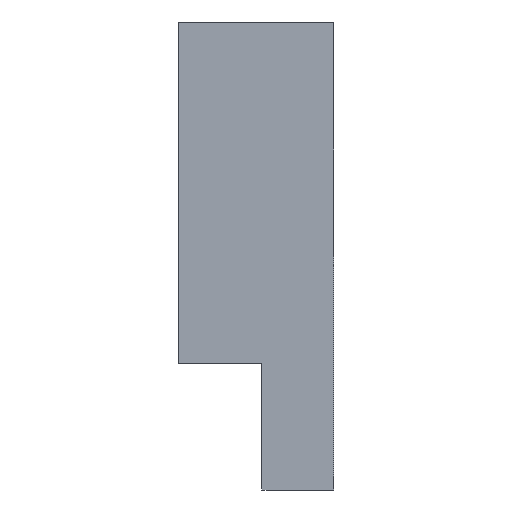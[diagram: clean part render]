
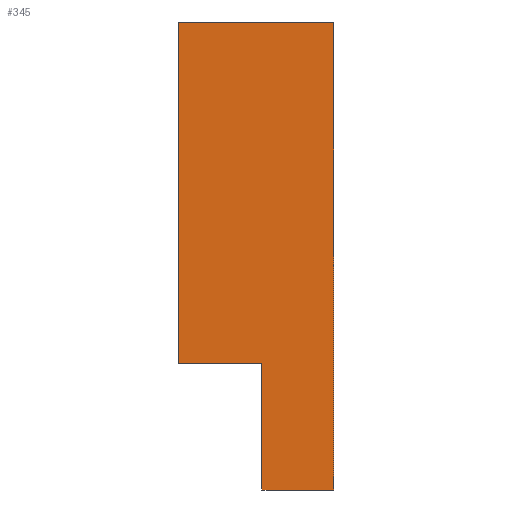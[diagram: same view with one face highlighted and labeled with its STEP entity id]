
A CAD part, left-side view. The second image highlights one B-rep face of the part: STEP entity #345.
In plain terms, the highlighted planar face has unit normal (-1, 0, 0).
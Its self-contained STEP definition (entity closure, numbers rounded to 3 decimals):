
#6 = CARTESIAN_POINT ( 'NONE',  ( -55.402, 33., 94. ) ) ;
#13 = DIRECTION ( 'NONE',  ( 0., 0., -1. ) ) ;
#19 = ORIENTED_EDGE ( 'NONE', *, *, #379, .T. ) ;
#23 = VECTOR ( 'NONE', #291, 1000. ) ;
#45 = VERTEX_POINT ( 'NONE', #447 ) ;
#48 = CARTESIAN_POINT ( 'NONE',  ( -55.402, 36.5, 94. ) ) ;
#57 = LINE ( 'NONE', #304, #341 ) ;
#63 = ORIENTED_EDGE ( 'NONE', *, *, #168, .F. ) ;
#69 = LINE ( 'NONE', #48, #445 ) ;
#75 = ORIENTED_EDGE ( 'NONE', *, *, #179, .T. ) ;
#76 = CARTESIAN_POINT ( 'NONE',  ( -55.402, 30., 94. ) ) ;
#90 = LINE ( 'NONE', #6, #348 ) ;
#105 = CARTESIAN_POINT ( 'NONE',  ( -55.402, 36.5, 79.7 ) ) ;
#108 = LINE ( 'NONE', #219, #23 ) ;
#115 = VERTEX_POINT ( 'NONE', #105 ) ;
#132 = VERTEX_POINT ( 'NONE', #76 ) ;
#133 = EDGE_CURVE ( 'NONE', #45, #132, #384, .T. ) ;
#134 = CARTESIAN_POINT ( 'NONE',  ( -55.402, 243.618, 94. ) ) ;
#136 = ORIENTED_EDGE ( 'NONE', *, *, #239, .T. ) ;
#139 = DIRECTION ( 'NONE',  ( 0., 0., 1. ) ) ;
#144 = PLANE ( 'NONE',  #333 ) ;
#152 = CARTESIAN_POINT ( 'NONE',  ( -55.402, 243.618, 74.4 ) ) ;
#168 = EDGE_CURVE ( 'NONE', #115, #45, #69, .T. ) ;
#170 = ORIENTED_EDGE ( 'NONE', *, *, #413, .F. ) ;
#179 = EDGE_CURVE ( 'NONE', #115, #183, #57, .T. ) ;
#183 = VERTEX_POINT ( 'NONE', #272 ) ;
#212 = CARTESIAN_POINT ( 'NONE',  ( -55.402, 33., 74.4 ) ) ;
#219 = CARTESIAN_POINT ( 'NONE',  ( -55.402, 30., 94. ) ) ;
#234 = VECTOR ( 'NONE', #382, 1000. ) ;
#239 = EDGE_CURVE ( 'NONE', #183, #342, #90, .T. ) ;
#272 = CARTESIAN_POINT ( 'NONE',  ( -55.402, 33., 79.7 ) ) ;
#276 = CARTESIAN_POINT ( 'NONE',  ( -55.402, 243.618, 94. ) ) ;
#291 = DIRECTION ( 'NONE',  ( 0., 0., -1. ) ) ;
#302 = ORIENTED_EDGE ( 'NONE', *, *, #133, .F. ) ;
#304 = CARTESIAN_POINT ( 'NONE',  ( -55.402, 36.5, 79.7 ) ) ;
#306 = EDGE_LOOP ( 'NONE', ( #302, #63, #75, #136, #19, #170 ) ) ;
#317 = VECTOR ( 'NONE', #365, 1000. ) ;
#333 = AXIS2_PLACEMENT_3D ( 'NONE', #276, #352, #139 ) ;
#341 = VECTOR ( 'NONE', #380, 1000. ) ;
#342 = VERTEX_POINT ( 'NONE', #212 ) ;
#345 = ADVANCED_FACE ( 'NONE', ( #371 ), #144, .T. ) ;
#348 = VECTOR ( 'NONE', #13, 1000. ) ;
#352 = DIRECTION ( 'NONE',  ( -1., 0., 0. ) ) ;
#365 = DIRECTION ( 'NONE',  ( 0., -1., 0. ) ) ;
#371 = FACE_OUTER_BOUND ( 'NONE', #306, .T. ) ;
#379 = EDGE_CURVE ( 'NONE', #342, #412, #418, .T. ) ;
#380 = DIRECTION ( 'NONE',  ( 0., -1., 0. ) ) ;
#382 = DIRECTION ( 'NONE',  ( 0., -1., 0. ) ) ;
#384 = LINE ( 'NONE', #134, #234 ) ;
#412 = VERTEX_POINT ( 'NONE', #443 ) ;
#413 = EDGE_CURVE ( 'NONE', #132, #412, #108, .T. ) ;
#418 = LINE ( 'NONE', #152, #317 ) ;
#421 = DIRECTION ( 'NONE',  ( 0., 0., 1. ) ) ;
#443 = CARTESIAN_POINT ( 'NONE',  ( -55.402, 30., 74.4 ) ) ;
#445 = VECTOR ( 'NONE', #421, 1000. ) ;
#447 = CARTESIAN_POINT ( 'NONE',  ( -55.402, 36.5, 94. ) ) ;
